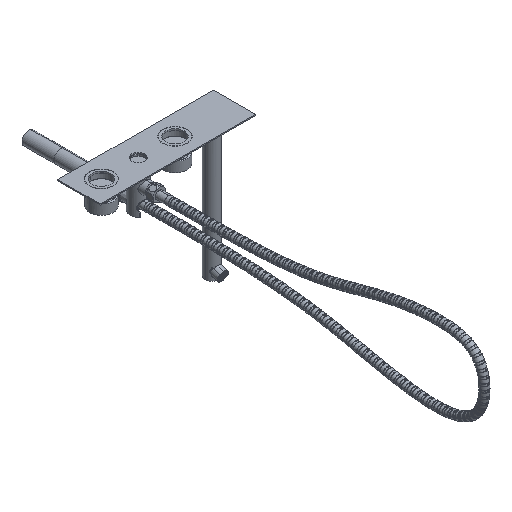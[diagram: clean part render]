
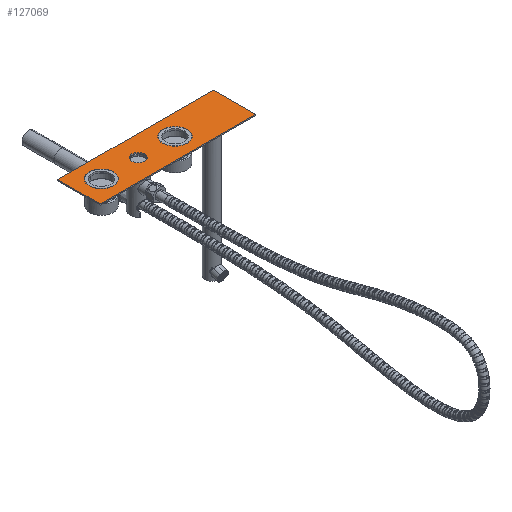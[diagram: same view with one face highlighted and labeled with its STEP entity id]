
A CAD part, isometric view. The second image highlights one B-rep face of the part: STEP entity #127069.
In plain terms, the highlighted planar face has unit normal (0, 0, 1).
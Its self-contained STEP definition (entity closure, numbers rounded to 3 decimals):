
#2514 = CARTESIAN_POINT ( 'NONE',  ( -147.5, 40., -55.3 ) ) ;
#3600 = FACE_BOUND ( 'NONE', #53597, .T. ) ;
#4974 = VECTOR ( 'NONE', #47885, 1000. ) ;
#6868 = VERTEX_POINT ( 'NONE', #39753 ) ;
#20050 = CARTESIAN_POINT ( 'NONE',  ( 147.5, 40., -55.3 ) ) ;
#20310 = VERTEX_POINT ( 'NONE', #137771 ) ;
#20598 = AXIS2_PLACEMENT_3D ( 'NONE', #152590, #63875, #167476 ) ;
#22152 = CIRCLE ( 'NONE', #188388, 12. ) ;
#23912 = CARTESIAN_POINT ( 'NONE',  ( -147.5, -40., -55.3 ) ) ;
#25663 = LINE ( 'NONE', #23912, #178545 ) ;
#29645 = AXIS2_PLACEMENT_3D ( 'NONE', #70339, #173883, #85339 ) ;
#32875 = VECTOR ( 'NONE', #145773, 1000. ) ;
#33152 = EDGE_CURVE ( 'NONE', #104954, #76413, #39368, .T. ) ;
#36593 = VERTEX_POINT ( 'NONE', #62183 ) ;
#36811 = VERTEX_POINT ( 'NONE', #20050 ) ;
#38313 = FACE_BOUND ( 'NONE', #146469, .T. ) ;
#38828 = DIRECTION ( 'NONE',  ( 0., -1., 0. ) ) ;
#39368 = CIRCLE ( 'NONE', #47763, 12. ) ;
#39753 = CARTESIAN_POINT ( 'NONE',  ( 147.5, -40., -55.3 ) ) ;
#43202 = ORIENTED_EDGE ( 'NONE', *, *, #121844, .T. ) ;
#44368 = LINE ( 'NONE', #2514, #4974 ) ;
#45069 = VERTEX_POINT ( 'NONE', #74683 ) ;
#47525 = CARTESIAN_POINT ( 'NONE',  ( -47., 0., -55.3 ) ) ;
#47763 = AXIS2_PLACEMENT_3D ( 'NONE', #144352, #55748, #159305 ) ;
#47885 = DIRECTION ( 'NONE',  ( -1., 0., 0. ) ) ;
#51574 = DIRECTION ( 'NONE',  ( 0., 0., 1. ) ) ;
#53597 = EDGE_LOOP ( 'NONE', ( #185907, #158678 ) ) ;
#54100 = LINE ( 'NONE', #134120, #128293 ) ;
#55748 = DIRECTION ( 'NONE',  ( 0., 0., 1. ) ) ;
#59137 = VERTEX_POINT ( 'NONE', #171868 ) ;
#61884 = EDGE_CURVE ( 'NONE', #76413, #104954, #22152, .T. ) ;
#62183 = CARTESIAN_POINT ( 'NONE',  ( -147.5, 40., -55.3 ) ) ;
#63510 = AXIS2_PLACEMENT_3D ( 'NONE', #140233, #51574, #155152 ) ;
#63875 = DIRECTION ( 'NONE',  ( 0., 0., 1. ) ) ;
#64290 = CIRCLE ( 'NONE', #121961, 23. ) ;
#67512 = ORIENTED_EDGE ( 'NONE', *, *, #77517, .T. ) ;
#70339 = CARTESIAN_POINT ( 'NONE',  ( 35., 0., -55.3 ) ) ;
#72311 = LINE ( 'NONE', #187794, #32875 ) ;
#72878 = CARTESIAN_POINT ( 'NONE',  ( -105., 0., -55.3 ) ) ;
#74683 = CARTESIAN_POINT ( 'NONE',  ( -147.5, -40., -55.3 ) ) ;
#74846 = EDGE_CURVE ( 'NONE', #138662, #20310, #111576, .T. ) ;
#75202 = VERTEX_POINT ( 'NONE', #87111 ) ;
#76413 = VERTEX_POINT ( 'NONE', #181227 ) ;
#77517 = EDGE_CURVE ( 'NONE', #36811, #36593, #44368, .T. ) ;
#77750 = PLANE ( 'NONE',  #128498 ) ;
#78406 = CARTESIAN_POINT ( 'NONE',  ( 0., -40., -55.3 ) ) ;
#82721 = CARTESIAN_POINT ( 'NONE',  ( -35., 0., -55.3 ) ) ;
#84422 = CARTESIAN_POINT ( 'NONE',  ( -82., 0., -55.3 ) ) ;
#85339 = DIRECTION ( 'NONE',  ( 1., 0., 0. ) ) ;
#86641 = EDGE_CURVE ( 'NONE', #45069, #6868, #72311, .T. ) ;
#87111 = CARTESIAN_POINT ( 'NONE',  ( 58., 0., -55.3 ) ) ;
#87862 = DIRECTION ( 'NONE',  ( 1., 0., 0. ) ) ;
#89099 = ORIENTED_EDGE ( 'NONE', *, *, #86641, .T. ) ;
#93349 = DIRECTION ( 'NONE',  ( -1., 0., 0. ) ) ;
#97623 = DIRECTION ( 'NONE',  ( 1., 0., 0. ) ) ;
#98598 = ORIENTED_EDGE ( 'NONE', *, *, #74846, .F. ) ;
#104954 = VERTEX_POINT ( 'NONE', #47525 ) ;
#111576 = CIRCLE ( 'NONE', #63510, 23. ) ;
#113376 = EDGE_CURVE ( 'NONE', #20310, #138662, #64290, .T. ) ;
#118506 = ORIENTED_EDGE ( 'NONE', *, *, #113376, .F. ) ;
#119290 = DIRECTION ( 'NONE',  ( 0., 1., 0. ) ) ;
#121844 = EDGE_CURVE ( 'NONE', #6868, #36811, #54100, .T. ) ;
#121961 = AXIS2_PLACEMENT_3D ( 'NONE', #72878, #176403, #87862 ) ;
#127069 = ADVANCED_FACE ( 'NONE', ( #3600, #191078, #38313, #151872 ), #77750, .F. ) ;
#128293 = VECTOR ( 'NONE', #119290, 1000. ) ;
#128498 = AXIS2_PLACEMENT_3D ( 'NONE', #78406, #181818, #93349 ) ;
#129162 = EDGE_CURVE ( 'NONE', #36593, #45069, #25663, .T. ) ;
#133307 = EDGE_LOOP ( 'NONE', ( #190647, #89099, #43202, #67512 ) ) ;
#134120 = CARTESIAN_POINT ( 'NONE',  ( 147.5, -40., -55.3 ) ) ;
#137771 = CARTESIAN_POINT ( 'NONE',  ( -128., 0., -55.3 ) ) ;
#138662 = VERTEX_POINT ( 'NONE', #84422 ) ;
#140233 = CARTESIAN_POINT ( 'NONE',  ( -105., 0., -55.3 ) ) ;
#141823 = EDGE_CURVE ( 'NONE', #59137, #75202, #168287, .T. ) ;
#144352 = CARTESIAN_POINT ( 'NONE',  ( -35., 0., -55.3 ) ) ;
#145773 = DIRECTION ( 'NONE',  ( 1., 0., 0. ) ) ;
#146469 = EDGE_LOOP ( 'NONE', ( #98598, #118506 ) ) ;
#151872 = FACE_OUTER_BOUND ( 'NONE', #133307, .T. ) ;
#152590 = CARTESIAN_POINT ( 'NONE',  ( 35., 0., -55.3 ) ) ;
#152918 = ORIENTED_EDGE ( 'NONE', *, *, #33152, .F. ) ;
#153948 = EDGE_LOOP ( 'NONE', ( #178673, #152918 ) ) ;
#155152 = DIRECTION ( 'NONE',  ( 1., 0., 0. ) ) ;
#158678 = ORIENTED_EDGE ( 'NONE', *, *, #141823, .F. ) ;
#159305 = DIRECTION ( 'NONE',  ( 1., 0., 0. ) ) ;
#166023 = EDGE_CURVE ( 'NONE', #75202, #59137, #171961, .T. ) ;
#167476 = DIRECTION ( 'NONE',  ( 1., 0., 0. ) ) ;
#168287 = CIRCLE ( 'NONE', #29645, 23. ) ;
#171868 = CARTESIAN_POINT ( 'NONE',  ( 12., 0., -55.3 ) ) ;
#171961 = CIRCLE ( 'NONE', #20598, 23. ) ;
#173883 = DIRECTION ( 'NONE',  ( 0., 0., 1. ) ) ;
#176403 = DIRECTION ( 'NONE',  ( 0., 0., 1. ) ) ;
#178545 = VECTOR ( 'NONE', #38828, 1000. ) ;
#178673 = ORIENTED_EDGE ( 'NONE', *, *, #61884, .F. ) ;
#181227 = CARTESIAN_POINT ( 'NONE',  ( -23., 0., -55.3 ) ) ;
#181818 = DIRECTION ( 'NONE',  ( 0., 0., -1. ) ) ;
#185907 = ORIENTED_EDGE ( 'NONE', *, *, #166023, .F. ) ;
#186079 = DIRECTION ( 'NONE',  ( 0., 0., 1. ) ) ;
#187794 = CARTESIAN_POINT ( 'NONE',  ( -147.5, -40., -55.3 ) ) ;
#188388 = AXIS2_PLACEMENT_3D ( 'NONE', #82721, #186079, #97623 ) ;
#190647 = ORIENTED_EDGE ( 'NONE', *, *, #129162, .T. ) ;
#191078 = FACE_BOUND ( 'NONE', #153948, .T. ) ;
